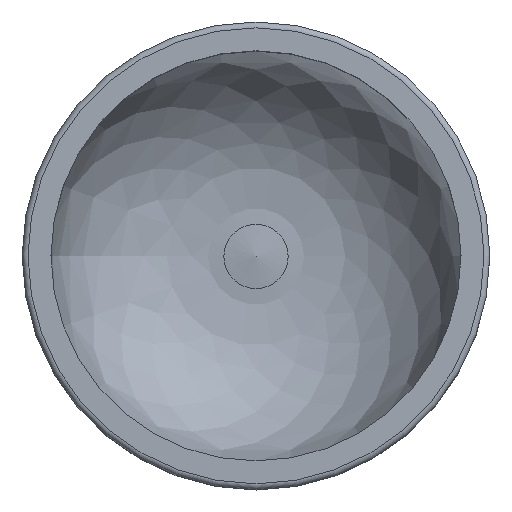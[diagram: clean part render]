
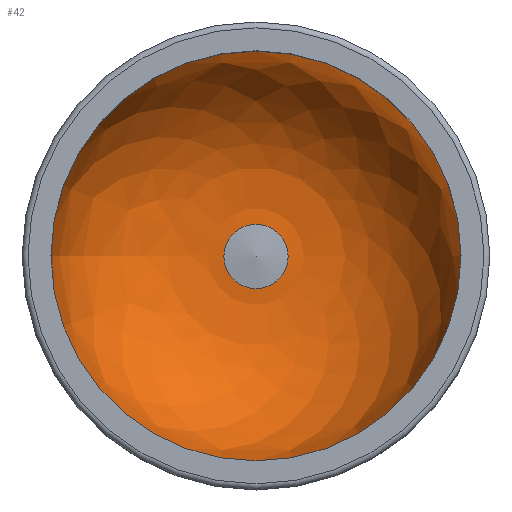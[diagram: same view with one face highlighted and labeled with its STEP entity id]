
A CAD part, top view. The second image highlights one B-rep face of the part: STEP entity #42.
In plain terms, the highlighted face is a revolution surface.
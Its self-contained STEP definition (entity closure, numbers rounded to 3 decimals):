
#24 = VERTEX_POINT('',#25);
#25 = CARTESIAN_POINT('',(-4.189,0.,-4.767));
#30 = EDGE_CURVE('',#24,#24,#31,.T.);
#31 = CIRCLE('',#32,4.189);
#32 = AXIS2_PLACEMENT_3D('',#33,#34,#35);
#33 = CARTESIAN_POINT('',(0.,0.,-4.767));
#34 = DIRECTION('',(0.,0.,-1.));
#35 = DIRECTION('',(-1.,0.,0.));
#42 = ADVANCED_FACE('',(#43),#66,.F.);
#43 = FACE_BOUND('',#44,.F.);
#44 = EDGE_LOOP('',(#45,#46,#58,#65));
#45 = ORIENTED_EDGE('',*,*,#30,.F.);
#46 = ORIENTED_EDGE('',*,*,#47,.F.);
#47 = EDGE_CURVE('',#48,#24,#50,.T.);
#48 = VERTEX_POINT('',#49);
#49 = CARTESIAN_POINT('',(-26.717,0.,15.452));
#50 = ( BOUNDED_CURVE() B_SPLINE_CURVE(6,(#51,#52,#53,#54,#55,#56,#57),
.UNSPECIFIED.,.F.,.F.) B_SPLINE_CURVE_WITH_KNOTS((7,7),(0.,
1.679),.PIECEWISE_BEZIER_KNOTS.) CURVE() 
GEOMETRIC_REPRESENTATION_ITEM() RATIONAL_B_SPLINE_CURVE((1.036,
    1.011,0.998,0.993,0.998,
1.011,1.036)) REPRESENTATION_ITEM('') );
#51 = CARTESIAN_POINT('',(-26.717,0.,
    15.452));
#52 = CARTESIAN_POINT('',(-26.717,0.,
    9.624));
#53 = CARTESIAN_POINT('',(-24.733,0.,
    3.971));
#54 = CARTESIAN_POINT('',(-20.951,0.,
    -0.783));
#55 = CARTESIAN_POINT('',(-15.817,0.,
    -4.032));
#56 = CARTESIAN_POINT('',(-9.983,0.,
    -5.395));
#57 = CARTESIAN_POINT('',(-4.189,0.,
    -4.767));
#58 = ORIENTED_EDGE('',*,*,#59,.T.);
#59 = EDGE_CURVE('',#48,#48,#60,.T.);
#60 = CIRCLE('',#61,26.717);
#61 = AXIS2_PLACEMENT_3D('',#62,#63,#64);
#62 = CARTESIAN_POINT('',(0.,0.,15.452));
#63 = DIRECTION('',(0.,0.,-1.));
#64 = DIRECTION('',(-1.,0.,0.));
#65 = ORIENTED_EDGE('',*,*,#47,.T.);
#66 = SURFACE_OF_REVOLUTION('',#67,#80);
#67 = B_SPLINE_CURVE_WITH_KNOTS('',6,(#68,#69,#70,#71,#72,#73,#74,#75,
    #76,#77,#78,#79),.UNSPECIFIED.,.F.,.F.,(7,5,7),(0.,0.839,
    1.679),.UNSPECIFIED.);
#68 = CARTESIAN_POINT('',(-26.717,0.,15.452));
#69 = CARTESIAN_POINT('',(-26.717,0.,12.607));
#70 = CARTESIAN_POINT('',(-26.24,0.,9.762));
#71 = CARTESIAN_POINT('',(-25.284,0.,7.017));
#72 = CARTESIAN_POINT('',(-23.88,0.,4.473));
#73 = CARTESIAN_POINT('',(-22.081,0.,2.217));
#74 = CARTESIAN_POINT('',(-17.846,0.,-1.584));
#75 = CARTESIAN_POINT('',(-15.41,0.,-3.129));
#76 = CARTESIAN_POINT('',(-12.729,0.,-4.251));
#77 = CARTESIAN_POINT('',(-9.897,0.,-4.905));
#78 = CARTESIAN_POINT('',(-7.017,0.,-5.073));
#79 = CARTESIAN_POINT('',(-4.189,0.,-4.767));
#80 = AXIS1_PLACEMENT('',#81,#82);
#81 = CARTESIAN_POINT('',(0.,0.,15.452));
#82 = DIRECTION('',(0.,0.,-1.));
